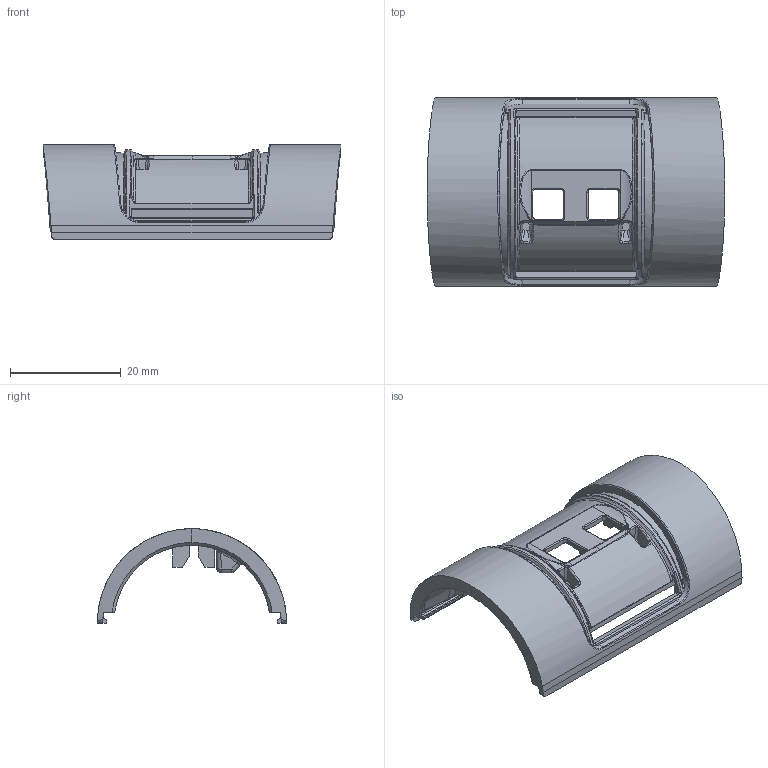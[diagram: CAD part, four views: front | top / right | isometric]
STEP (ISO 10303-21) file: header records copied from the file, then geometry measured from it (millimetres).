
FILE_DESCRIPTION(/* description */ (''),/* implementation_level */ '2;1');
FILE_NAME(/* name */ '1487_7.stp',/* time_stamp */ '2013-01-29T10:03:32+01:00',/* author */ (''),/* organization */ (''),/* preprocessor_version */ 'ST-DEVELOPER v14',/* originating_system */ 'SIEMENS PLM Software NX 8.0',/* authorisation */ '');
FILE_SCHEMA (('AP203_CONFIGURATION_CONTROLLED_3D_DESIGN_OF_MECHANICAL_PARTS_AND_ASSEMBLIES_MIM_LF { 1 0 10303 403 2 1 2}'));
Length unit declared in the file: millimetre
Products named in the file (1): joao1370E095dplo
Bounding box: 53.79 x 34.1 x 17.11 mm (x, y, z)
Volume: 4412.9 mm3; surface area: 6086.9 mm2
Topology: 1 solids, 1 shells, 346 faces, 882 edges, 528 vertices
Faces by surface type: bspline 150, cylinder 92, plane 78, sphere 12, cone 8, torus 6
Entity records: 14211 total; most frequent: CARTESIAN_POINT 7054, ORIENTED_EDGE 1740, DIRECTION 1102, EDGE_CURVE 870, VERTEX_POINT 528, AXIS2_PLACEMENT_3D 433, B_SPLINE_CURVE_WITH_KNOTS 390, EDGE_LOOP 356
